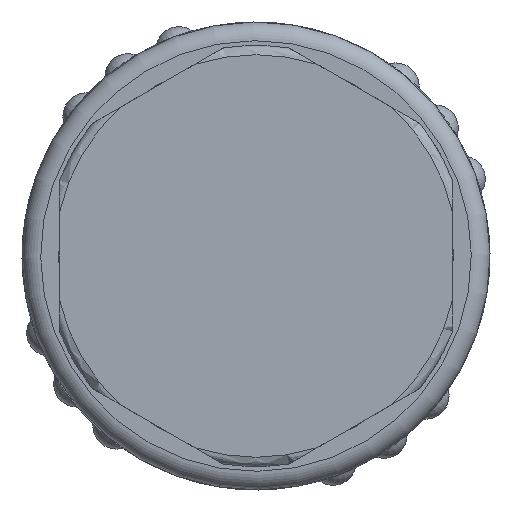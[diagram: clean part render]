
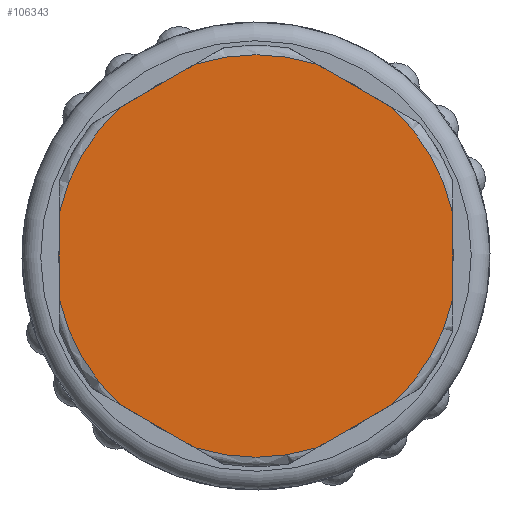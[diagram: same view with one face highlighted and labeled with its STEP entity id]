
A CAD part, left-side view. The second image highlights one B-rep face of the part: STEP entity #106343.
In plain terms, the highlighted planar face has unit normal (-1, 0, 0).
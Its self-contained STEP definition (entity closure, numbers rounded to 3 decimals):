
#105021=CARTESIAN_POINT('',(0.0,7.246,-7.941));
#105022=VERTEX_POINT('',#105021);
#105023=CARTESIAN_POINT('',(0.0,3.254,-10.246));
#105024=VERTEX_POINT('',#105023);
#105025=CARTESIAN_POINT('',(0.,7.246,-7.941));
#105026=DIRECTION('',(0.0,-0.866,-0.5));
#105027=VECTOR('',#105026,4.61);
#105028=LINE('',#105025,#105027);
#105029=EDGE_CURVE('',#105022,#105024,#105028,.T.);
#105153=CARTESIAN_POINT('',(0.0,-3.254,-10.246));
#105154=VERTEX_POINT('',#105153);
#105155=CARTESIAN_POINT('',(0.0,-7.246,-7.941));
#105156=VERTEX_POINT('',#105155);
#105157=CARTESIAN_POINT('',(0.,-3.254,-10.246));
#105158=DIRECTION('',(0.0,-0.866,0.5));
#105159=VECTOR('',#105158,4.61);
#105160=LINE('',#105157,#105159);
#105161=EDGE_CURVE('',#105154,#105156,#105160,.T.);
#105285=CARTESIAN_POINT('',(0.0,-10.5,-2.305));
#105286=VERTEX_POINT('',#105285);
#105287=CARTESIAN_POINT('',(0.0,-10.5,2.305));
#105288=VERTEX_POINT('',#105287);
#105289=CARTESIAN_POINT('',(0.,-10.5,-2.305));
#105290=DIRECTION('',(0.0,0.0,1.0));
#105291=VECTOR('',#105290,4.61);
#105292=LINE('',#105289,#105291);
#105293=EDGE_CURVE('',#105286,#105288,#105292,.T.);
#105417=CARTESIAN_POINT('',(0.0,-7.246,7.941));
#105418=VERTEX_POINT('',#105417);
#105419=CARTESIAN_POINT('',(0.0,-3.254,10.246));
#105420=VERTEX_POINT('',#105419);
#105421=CARTESIAN_POINT('',(0.,-7.246,7.941));
#105422=DIRECTION('',(0.0,0.866,0.5));
#105423=VECTOR('',#105422,4.61);
#105424=LINE('',#105421,#105423);
#105425=EDGE_CURVE('',#105418,#105420,#105424,.T.);
#105549=CARTESIAN_POINT('',(0.0,3.254,10.246));
#105550=VERTEX_POINT('',#105549);
#105551=CARTESIAN_POINT('',(0.0,7.246,7.941));
#105552=VERTEX_POINT('',#105551);
#105553=CARTESIAN_POINT('',(0.,3.254,10.246));
#105554=DIRECTION('',(0.0,0.866,-0.5));
#105555=VECTOR('',#105554,4.61);
#105556=LINE('',#105553,#105555);
#105557=EDGE_CURVE('',#105550,#105552,#105556,.T.);
#106096=CARTESIAN_POINT('',(0.0,10.5,-2.305));
#106097=VERTEX_POINT('',#106096);
#106098=CARTESIAN_POINT('',(0.0,0.0,0.0));
#106099=DIRECTION('',(1.0,0.0,0.0));
#106100=DIRECTION('',(0.0,1.0,0.0));
#106101=AXIS2_PLACEMENT_3D('',#106098,#106099,#106100);
#106102=CIRCLE('',#106101,10.75);
#106103=EDGE_CURVE('',#105022,#106097,#106102,.T.);
#106131=CARTESIAN_POINT('',(0.0,10.5,2.305));
#106132=VERTEX_POINT('',#106131);
#106148=CARTESIAN_POINT('',(0.0,0.0,0.0));
#106149=DIRECTION('',(1.0,0.0,0.0));
#106150=DIRECTION('',(0.0,1.0,0.0));
#106151=AXIS2_PLACEMENT_3D('',#106148,#106149,#106150);
#106152=CIRCLE('',#106151,10.75);
#106153=EDGE_CURVE('',#106132,#105552,#106152,.T.);
#106166=CARTESIAN_POINT('',(0.0,0.0,0.0));
#106167=DIRECTION('',(1.0,0.0,0.0));
#106168=DIRECTION('',(0.0,1.0,0.0));
#106169=AXIS2_PLACEMENT_3D('',#106166,#106167,#106168);
#106170=CIRCLE('',#106169,10.75);
#106171=EDGE_CURVE('',#105550,#105420,#106170,.T.);
#106184=CARTESIAN_POINT('',(0.0,0.0,0.0));
#106185=DIRECTION('',(1.0,0.0,0.0));
#106186=DIRECTION('',(0.0,1.0,0.0));
#106187=AXIS2_PLACEMENT_3D('',#106184,#106185,#106186);
#106188=CIRCLE('',#106187,10.75);
#106189=EDGE_CURVE('',#105418,#105288,#106188,.T.);
#106202=CARTESIAN_POINT('',(0.0,0.0,0.0));
#106203=DIRECTION('',(1.0,0.0,0.0));
#106204=DIRECTION('',(0.0,1.0,0.0));
#106205=AXIS2_PLACEMENT_3D('',#106202,#106203,#106204);
#106206=CIRCLE('',#106205,10.75);
#106207=EDGE_CURVE('',#105286,#105156,#106206,.T.);
#106217=CARTESIAN_POINT('',(0.,10.5,2.305));
#106218=DIRECTION('',(0.0,0.0,-1.0));
#106219=VECTOR('',#106218,4.61);
#106220=LINE('',#106217,#106219);
#106221=EDGE_CURVE('',#106132,#106097,#106220,.T.);
#106318=CARTESIAN_POINT('',(0.,8.55,0.0));
#106319=DIRECTION('',(-1.0,0.0,0.0));
#106320=DIRECTION('',(0.0,0.0,1.0));
#106321=AXIS2_PLACEMENT_3D('',#106318,#106319,#106320);
#106322=PLANE('',#106321);
#106323=ORIENTED_EDGE('',*,*,#105029,.T.);
#106324=CARTESIAN_POINT('',(0.0,0.0,0.0));
#106325=DIRECTION('',(1.0,0.0,0.0));
#106326=DIRECTION('',(0.0,1.0,0.0));
#106327=AXIS2_PLACEMENT_3D('',#106324,#106325,#106326);
#106328=CIRCLE('',#106327,10.75);
#106329=EDGE_CURVE('',#105154,#105024,#106328,.T.);
#106330=ORIENTED_EDGE('',*,*,#106329,.F.);
#106331=ORIENTED_EDGE('',*,*,#105161,.T.);
#106332=ORIENTED_EDGE('',*,*,#106207,.F.);
#106333=ORIENTED_EDGE('',*,*,#105293,.T.);
#106334=ORIENTED_EDGE('',*,*,#106189,.F.);
#106335=ORIENTED_EDGE('',*,*,#105425,.T.);
#106336=ORIENTED_EDGE('',*,*,#106171,.F.);
#106337=ORIENTED_EDGE('',*,*,#105557,.T.);
#106338=ORIENTED_EDGE('',*,*,#106153,.F.);
#106339=ORIENTED_EDGE('',*,*,#106221,.T.);
#106340=ORIENTED_EDGE('',*,*,#106103,.F.);
#106341=EDGE_LOOP('',(#106323,#106330,#106331,#106332,#106333,#106334,#106335,#106336,#106337,#106338,#106339,#106340));
#106342=FACE_OUTER_BOUND('',#106341,.T.);
#106343=ADVANCED_FACE('',(#106342),#106322,.T.);
